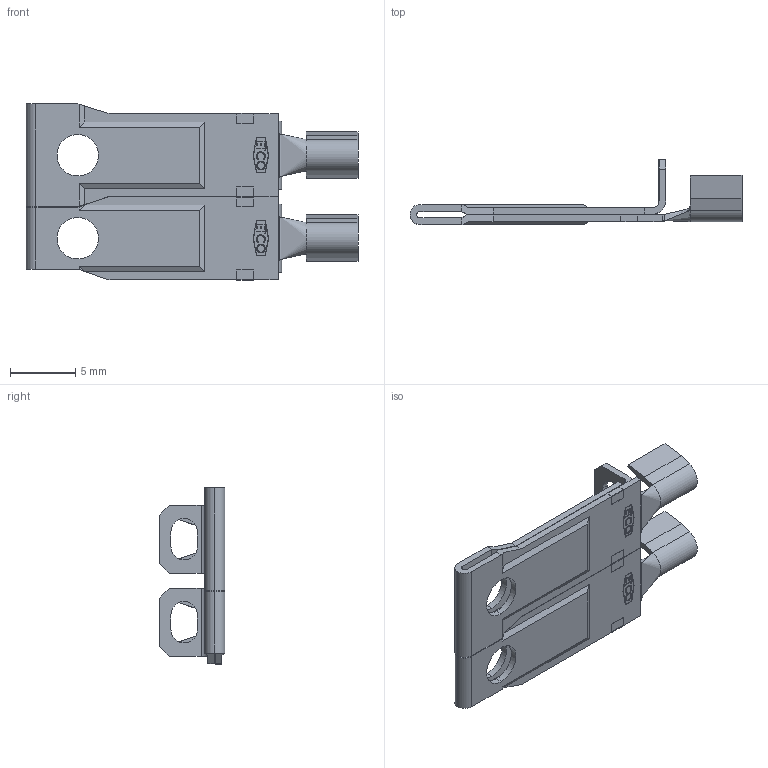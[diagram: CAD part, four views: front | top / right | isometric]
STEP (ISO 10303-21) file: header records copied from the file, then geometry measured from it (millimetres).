
FILE_DESCRIPTION (( 'STEP AP203' ), '1' );
FILE_NAME ('14055.STEP', '2015-01-20T13:06:22', ( '' ), ( '' ), 'SwSTEP 2.0', 'SolidWorks 2014', '' );
FILE_SCHEMA (( 'CONFIG_CONTROL_DESIGN' ));
Length unit declared in the file: inch
Products named in the file (3): SPH817FNARROW; SPH817FWIDE; 14055
Assembly tree (2 placements, depth 2):
  14055
    SPH817FNARROW
    SPH817FWIDE
Bounding box: 25.4 x 5 x 13.5 mm (x, y, z)
Volume: 280.3 mm3; surface area: 1274.9 mm2
Topology: 2 solids, 2 shells, 418 faces, 1108 edges, 712 vertices
Faces by surface type: plane 306, bspline 50, cylinder 46, cone 16
Entity records: 15697 total; most frequent: CARTESIAN_POINT 5319, ORIENTED_EDGE 2216, DIRECTION 1838, EDGE_CURVE 1108, LINE 908, VECTOR 908, VERTEX_POINT 712, AXIS2_PLACEMENT_3D 465
